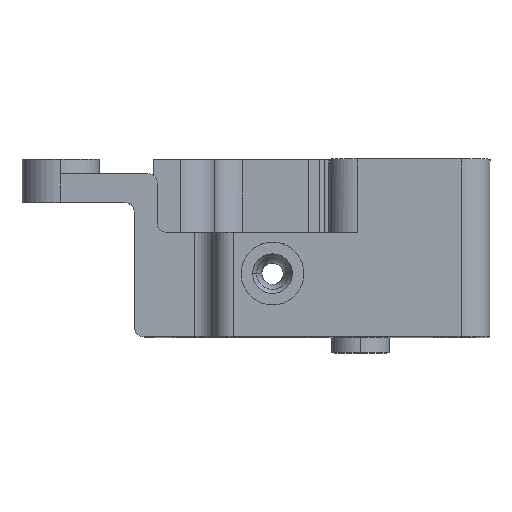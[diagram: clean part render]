
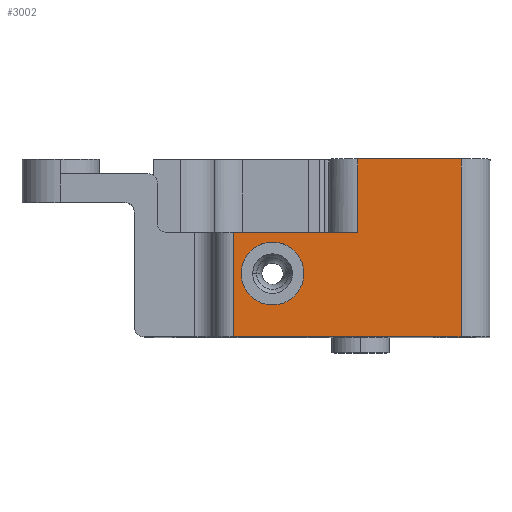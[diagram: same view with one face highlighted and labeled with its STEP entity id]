
A CAD part, top view. The second image highlights one B-rep face of the part: STEP entity #3002.
In plain terms, the highlighted planar face has unit normal (0, 0, 1).
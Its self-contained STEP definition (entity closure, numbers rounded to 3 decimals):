
#15 = CARTESIAN_POINT ( 'NONE',  ( 16.75, -23.55, 20.7 ) ) ;
#35 = EDGE_CURVE ( 'NONE', #2610, #2171, #1543, .T. ) ;
#46 = CARTESIAN_POINT ( 'NONE',  ( 13.5, -23.55, 20.7 ) ) ;
#150 = CARTESIAN_POINT ( 'NONE',  ( 9.45, -30.1, 20.7 ) ) ;
#153 = AXIS2_PLACEMENT_3D ( 'NONE', #46, #1555, #3588 ) ;
#362 = DIRECTION ( 'NONE',  ( 1., 0., 0. ) ) ;
#381 = CARTESIAN_POINT ( 'NONE',  ( 10.25, -23.55, 20.7 ) ) ;
#392 = FACE_OUTER_BOUND ( 'NONE', #4390, .T. ) ;
#814 = VERTEX_POINT ( 'NONE', #15 ) ;
#991 = CIRCLE ( 'NONE', #153, 3.25 ) ;
#1056 = DIRECTION ( 'NONE',  ( 0., -1., 0. ) ) ;
#1071 = CARTESIAN_POINT ( 'NONE',  ( 7.45, -30.1, 20.7 ) ) ;
#1370 = VECTOR ( 'NONE', #5568, 1000. ) ;
#1385 = EDGE_CURVE ( 'NONE', #5054, #4744, #1521, .T. ) ;
#1391 = LINE ( 'NONE', #4976, #2804 ) ;
#1395 = EDGE_CURVE ( 'NONE', #4342, #814, #1677, .T. ) ;
#1433 = ORIENTED_EDGE ( 'NONE', *, *, #35, .T. ) ;
#1521 = LINE ( 'NONE', #4606, #1370 ) ;
#1543 = LINE ( 'NONE', #5596, #6031 ) ;
#1555 = DIRECTION ( 'NONE',  ( 0., 0., 1. ) ) ;
#1574 = EDGE_CURVE ( 'NONE', #2171, #2045, #1391, .T. ) ;
#1677 = CIRCLE ( 'NONE', #3918, 3.25 ) ;
#1678 = ORIENTED_EDGE ( 'NONE', *, *, #1574, .T. ) ;
#1810 = CARTESIAN_POINT ( 'NONE',  ( 9.45, -19.3, 20.7 ) ) ;
#2045 = VERTEX_POINT ( 'NONE', #1810 ) ;
#2161 = LINE ( 'NONE', #1071, #4592 ) ;
#2171 = VERTEX_POINT ( 'NONE', #2203 ) ;
#2191 = ORIENTED_EDGE ( 'NONE', *, *, #1395, .F. ) ;
#2203 = CARTESIAN_POINT ( 'NONE',  ( 22.3, -19.3, 20.7 ) ) ;
#2320 = CARTESIAN_POINT ( 'NONE',  ( 22.3, -11.7, 20.7 ) ) ;
#2416 = CARTESIAN_POINT ( 'NONE',  ( 9.45, -30.8, 20.7 ) ) ;
#2479 = LINE ( 'NONE', #2416, #5909 ) ;
#2610 = VERTEX_POINT ( 'NONE', #2320 ) ;
#2673 = EDGE_CURVE ( 'NONE', #2045, #3259, #2479, .T. ) ;
#2761 = EDGE_CURVE ( 'NONE', #4744, #2610, #4881, .T. ) ;
#2769 = DIRECTION ( 'NONE',  ( 0., 0., 1. ) ) ;
#2778 = ORIENTED_EDGE ( 'NONE', *, *, #1385, .T. ) ;
#2793 = AXIS2_PLACEMENT_3D ( 'NONE', #5361, #2769, #362 ) ;
#2804 = VECTOR ( 'NONE', #5936, 1000. ) ;
#3002 = ADVANCED_FACE ( 'NONE', ( #3373, #392 ), #3304, .T. ) ;
#3039 = VECTOR ( 'NONE', #5938, 1000. ) ;
#3246 = EDGE_CURVE ( 'NONE', #3259, #5054, #2161, .T. ) ;
#3248 = CARTESIAN_POINT ( 'NONE',  ( 13.5, -23.55, 20.7 ) ) ;
#3259 = VERTEX_POINT ( 'NONE', #150 ) ;
#3304 = PLANE ( 'NONE',  #2793 ) ;
#3373 = FACE_BOUND ( 'NONE', #5264, .T. ) ;
#3585 = ORIENTED_EDGE ( 'NONE', *, *, #2761, .T. ) ;
#3588 = DIRECTION ( 'NONE',  ( 1., 0., 0. ) ) ;
#3657 = EDGE_CURVE ( 'NONE', #814, #4342, #991, .T. ) ;
#3918 = AXIS2_PLACEMENT_3D ( 'NONE', #3248, #5274, #4179 ) ;
#4179 = DIRECTION ( 'NONE',  ( 1., 0., 0. ) ) ;
#4342 = VERTEX_POINT ( 'NONE', #381 ) ;
#4390 = EDGE_LOOP ( 'NONE', ( #6447, #2778, #3585, #1433, #1678, #5570 ) ) ;
#4406 = ORIENTED_EDGE ( 'NONE', *, *, #3657, .F. ) ;
#4592 = VECTOR ( 'NONE', #5189, 1000. ) ;
#4606 = CARTESIAN_POINT ( 'NONE',  ( 33., 0., 20.7 ) ) ;
#4744 = VERTEX_POINT ( 'NONE', #6050 ) ;
#4881 = LINE ( 'NONE', #6404, #3039 ) ;
#4976 = CARTESIAN_POINT ( 'NONE',  ( 19.55, -19.3, 20.7 ) ) ;
#4979 = DIRECTION ( 'NONE',  ( 0., -1., 0. ) ) ;
#5054 = VERTEX_POINT ( 'NONE', #6043 ) ;
#5189 = DIRECTION ( 'NONE',  ( 1., 0., 0. ) ) ;
#5264 = EDGE_LOOP ( 'NONE', ( #4406, #2191 ) ) ;
#5274 = DIRECTION ( 'NONE',  ( 0., 0., 1. ) ) ;
#5361 = CARTESIAN_POINT ( 'NONE',  ( 0., 0., 20.7 ) ) ;
#5568 = DIRECTION ( 'NONE',  ( 0., 1., 0. ) ) ;
#5570 = ORIENTED_EDGE ( 'NONE', *, *, #2673, .T. ) ;
#5596 = CARTESIAN_POINT ( 'NONE',  ( 22.3, -19.6, 20.7 ) ) ;
#5909 = VECTOR ( 'NONE', #4979, 1000. ) ;
#5936 = DIRECTION ( 'NONE',  ( -1., 0., 0. ) ) ;
#5938 = DIRECTION ( 'NONE',  ( -1., 0., 0. ) ) ;
#6031 = VECTOR ( 'NONE', #1056, 1000. ) ;
#6043 = CARTESIAN_POINT ( 'NONE',  ( 33., -30.1, 20.7 ) ) ;
#6050 = CARTESIAN_POINT ( 'NONE',  ( 33., -11.7, 20.7 ) ) ;
#6404 = CARTESIAN_POINT ( 'NONE',  ( 42.2, -11.7, 20.7 ) ) ;
#6447 = ORIENTED_EDGE ( 'NONE', *, *, #3246, .T. ) ;
